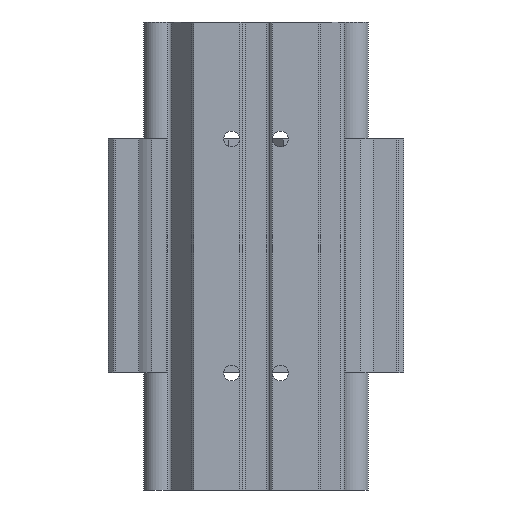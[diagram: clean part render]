
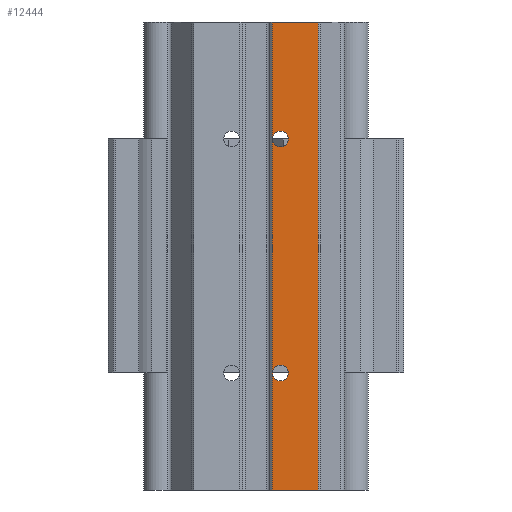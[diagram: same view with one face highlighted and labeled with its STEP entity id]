
A CAD part, front view. The second image highlights one B-rep face of the part: STEP entity #12444.
In plain terms, the highlighted planar face has unit normal (0, -1, 0).
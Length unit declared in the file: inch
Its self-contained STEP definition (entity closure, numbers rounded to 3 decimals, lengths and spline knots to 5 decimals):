
#190 = FACE_BOUND ( 'NONE', #12549, .T. ) ;
#410 = CARTESIAN_POINT ( 'NONE',  ( 0.41187, 0., -12. ) ) ;
#557 = CARTESIAN_POINT ( 'NONE',  ( 0.41187, 0., -12. ) ) ;
#728 = CARTESIAN_POINT ( 'NONE',  ( 0.625, 0., -8.797 ) ) ;
#734 = EDGE_LOOP ( 'NONE', ( #2774, #884 ) ) ;
#884 = ORIENTED_EDGE ( 'NONE', *, *, #13488, .T. ) ;
#1314 = FACE_OUTER_BOUND ( 'NONE', #11847, .T. ) ;
#1326 = VERTEX_POINT ( 'NONE', #10861 ) ;
#1929 = VECTOR ( 'NONE', #5800, 39.37008 ) ;
#1977 = EDGE_CURVE ( 'NONE', #2025, #8476, #3134, .T. ) ;
#2025 = VERTEX_POINT ( 'NONE', #2254 ) ;
#2195 = CARTESIAN_POINT ( 'NONE',  ( 0.625, 0., -9. ) ) ;
#2254 = CARTESIAN_POINT ( 'NONE',  ( 0.41187, 0., -12. ) ) ;
#2467 = CARTESIAN_POINT ( 'NONE',  ( 1.59617, 0., -12. ) ) ;
#2569 = EDGE_CURVE ( 'NONE', #2025, #5964, #3817, .T. ) ;
#2592 = DIRECTION ( 'NONE',  ( 0., 1., 0. ) ) ;
#2654 = VERTEX_POINT ( 'NONE', #7330 ) ;
#2774 = ORIENTED_EDGE ( 'NONE', *, *, #4440, .T. ) ;
#2822 = VECTOR ( 'NONE', #8523, 39.37008 ) ;
#2835 = CARTESIAN_POINT ( 'NONE',  ( 1.59617, 0., 0. ) ) ;
#3134 = LINE ( 'NONE', #10506, #2822 ) ;
#3321 = DIRECTION ( 'NONE',  ( 0., 0., 1. ) ) ;
#3718 = CIRCLE ( 'NONE', #5923, 0.203 ) ;
#3810 = ORIENTED_EDGE ( 'NONE', *, *, #11799, .F. ) ;
#3817 = LINE ( 'NONE', #557, #7634 ) ;
#4440 = EDGE_CURVE ( 'NONE', #6264, #1326, #10394, .T. ) ;
#4615 = VERTEX_POINT ( 'NONE', #2835 ) ;
#4716 = DIRECTION ( 'NONE',  ( 1., 0., 0. ) ) ;
#4737 = DIRECTION ( 'NONE',  ( 1., 0., 0. ) ) ;
#4901 = AXIS2_PLACEMENT_3D ( 'NONE', #9730, #5450, #3321 ) ;
#4922 = ORIENTED_EDGE ( 'NONE', *, *, #11155, .T. ) ;
#5119 = ORIENTED_EDGE ( 'NONE', *, *, #6987, .T. ) ;
#5153 = DIRECTION ( 'NONE',  ( 0., 0., 1. ) ) ;
#5190 = PLANE ( 'NONE',  #12473 ) ;
#5450 = DIRECTION ( 'NONE',  ( 0., 1., 0. ) ) ;
#5800 = DIRECTION ( 'NONE',  ( 1., 0., 0. ) ) ;
#5923 = AXIS2_PLACEMENT_3D ( 'NONE', #2195, #11342, #8376 ) ;
#5964 = VERTEX_POINT ( 'NONE', #2467 ) ;
#6264 = VERTEX_POINT ( 'NONE', #728 ) ;
#6731 = VECTOR ( 'NONE', #5153, 39.37008 ) ;
#6895 = DIRECTION ( 'NONE',  ( 0., 0., 1. ) ) ;
#6987 = EDGE_CURVE ( 'NONE', #2654, #8363, #12927, .T. ) ;
#7330 = CARTESIAN_POINT ( 'NONE',  ( 0.625, 0., -2.797 ) ) ;
#7400 = CARTESIAN_POINT ( 'NONE',  ( 0.625, 0., -3. ) ) ;
#7598 = AXIS2_PLACEMENT_3D ( 'NONE', #7870, #11999, #6895 ) ;
#7634 = VECTOR ( 'NONE', #4737, 39.37008 ) ;
#7870 = CARTESIAN_POINT ( 'NONE',  ( 0.625, 0., -3. ) ) ;
#8102 = ORIENTED_EDGE ( 'NONE', *, *, #2569, .T. ) ;
#8363 = VERTEX_POINT ( 'NONE', #12284 ) ;
#8376 = DIRECTION ( 'NONE',  ( 0., 0., 1. ) ) ;
#8441 = FACE_BOUND ( 'NONE', #734, .T. ) ;
#8476 = VERTEX_POINT ( 'NONE', #13522 ) ;
#8523 = DIRECTION ( 'NONE',  ( 0., 0., 1. ) ) ;
#9168 = LINE ( 'NONE', #11267, #1929 ) ;
#9229 = ORIENTED_EDGE ( 'NONE', *, *, #1977, .F. ) ;
#9469 = DIRECTION ( 'NONE',  ( 0., 0., 1. ) ) ;
#9585 = CIRCLE ( 'NONE', #7598, 0.203 ) ;
#9730 = CARTESIAN_POINT ( 'NONE',  ( 0.625, 0., -9. ) ) ;
#10295 = AXIS2_PLACEMENT_3D ( 'NONE', #7400, #2592, #9469 ) ;
#10394 = CIRCLE ( 'NONE', #4901, 0.203 ) ;
#10468 = LINE ( 'NONE', #12467, #6731 ) ;
#10506 = CARTESIAN_POINT ( 'NONE',  ( 0.41187, 0., -12. ) ) ;
#10627 = ORIENTED_EDGE ( 'NONE', *, *, #11128, .T. ) ;
#10861 = CARTESIAN_POINT ( 'NONE',  ( 0.625, 0., -9.203 ) ) ;
#11128 = EDGE_CURVE ( 'NONE', #8363, #2654, #9585, .T. ) ;
#11155 = EDGE_CURVE ( 'NONE', #5964, #4615, #10468, .T. ) ;
#11267 = CARTESIAN_POINT ( 'NONE',  ( 0.41187, 0., 0. ) ) ;
#11342 = DIRECTION ( 'NONE',  ( 0., 1., 0. ) ) ;
#11799 = EDGE_CURVE ( 'NONE', #8476, #4615, #9168, .T. ) ;
#11847 = EDGE_LOOP ( 'NONE', ( #3810, #9229, #8102, #4922 ) ) ;
#11999 = DIRECTION ( 'NONE',  ( 0., 1., 0. ) ) ;
#12284 = CARTESIAN_POINT ( 'NONE',  ( 0.625, 0., -3.203 ) ) ;
#12444 = ADVANCED_FACE ( 'NONE', ( #8441, #190, #1314 ), #5190, .T. ) ;
#12467 = CARTESIAN_POINT ( 'NONE',  ( 1.59617, 0., -12. ) ) ;
#12473 = AXIS2_PLACEMENT_3D ( 'NONE', #410, #12982, #4716 ) ;
#12549 = EDGE_LOOP ( 'NONE', ( #5119, #10627 ) ) ;
#12927 = CIRCLE ( 'NONE', #10295, 0.203 ) ;
#12982 = DIRECTION ( 'NONE',  ( 0., -1., 0. ) ) ;
#13488 = EDGE_CURVE ( 'NONE', #1326, #6264, #3718, .T. ) ;
#13522 = CARTESIAN_POINT ( 'NONE',  ( 0.41187, 0., 0. ) ) ;
